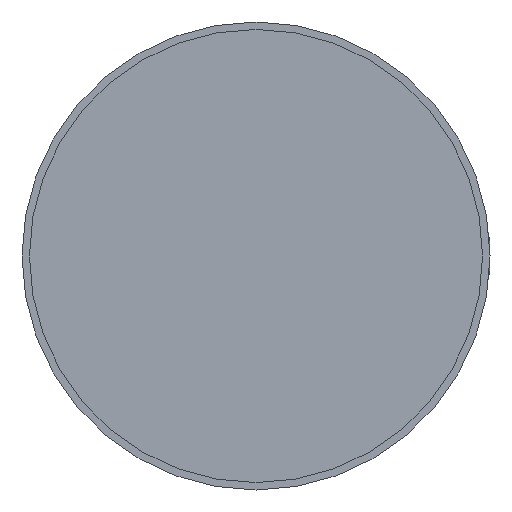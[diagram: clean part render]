
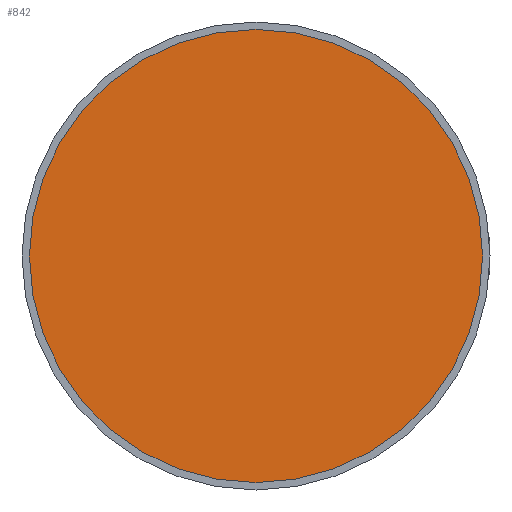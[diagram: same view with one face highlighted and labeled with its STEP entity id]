
A CAD part, front view. The second image highlights one B-rep face of the part: STEP entity #842.
In plain terms, the highlighted planar face has unit normal (0, -1, 0).
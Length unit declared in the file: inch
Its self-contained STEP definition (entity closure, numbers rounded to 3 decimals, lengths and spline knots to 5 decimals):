
#25 = DIRECTION ( 'NONE',  ( 0., -1., 0. ) ) ;
#280 = CARTESIAN_POINT ( 'NONE',  ( 0., -0.048, 1.906 ) ) ;
#379 = AXIS2_PLACEMENT_3D ( 'NONE', #1003, #25, #1131 ) ;
#385 = AXIS2_PLACEMENT_3D ( 'NONE', #893, #406, #1199 ) ;
#406 = DIRECTION ( 'NONE',  ( 0., -1., 0. ) ) ;
#455 = VERTEX_POINT ( 'NONE', #739 ) ;
#492 = EDGE_LOOP ( 'NONE', ( #894, #746 ) ) ;
#616 = VERTEX_POINT ( 'NONE', #280 ) ;
#623 = AXIS2_PLACEMENT_3D ( 'NONE', #650, #673, #1064 ) ;
#650 = CARTESIAN_POINT ( 'NONE',  ( 0., -0.048, 0. ) ) ;
#673 = DIRECTION ( 'NONE',  ( 0., -1., 0. ) ) ;
#708 = CIRCLE ( 'NONE', #385, 1.906 ) ;
#739 = CARTESIAN_POINT ( 'NONE',  ( 0., -0.048, -1.906 ) ) ;
#746 = ORIENTED_EDGE ( 'NONE', *, *, #759, .T. ) ;
#756 = EDGE_CURVE ( 'NONE', #455, #616, #708, .T. ) ;
#759 = EDGE_CURVE ( 'NONE', #616, #455, #770, .T. ) ;
#770 = CIRCLE ( 'NONE', #379, 1.906 ) ;
#842 = ADVANCED_FACE ( 'NONE', ( #1042 ), #1009, .T. ) ;
#893 = CARTESIAN_POINT ( 'NONE',  ( 0., -0.048, 0. ) ) ;
#894 = ORIENTED_EDGE ( 'NONE', *, *, #756, .T. ) ;
#1003 = CARTESIAN_POINT ( 'NONE',  ( 0., -0.048, 0. ) ) ;
#1009 = PLANE ( 'NONE',  #623 ) ;
#1042 = FACE_OUTER_BOUND ( 'NONE', #492, .T. ) ;
#1064 = DIRECTION ( 'NONE',  ( 0., 0., -1. ) ) ;
#1131 = DIRECTION ( 'NONE',  ( 0., 0., -1. ) ) ;
#1199 = DIRECTION ( 'NONE',  ( 0., 0., -1. ) ) ;
